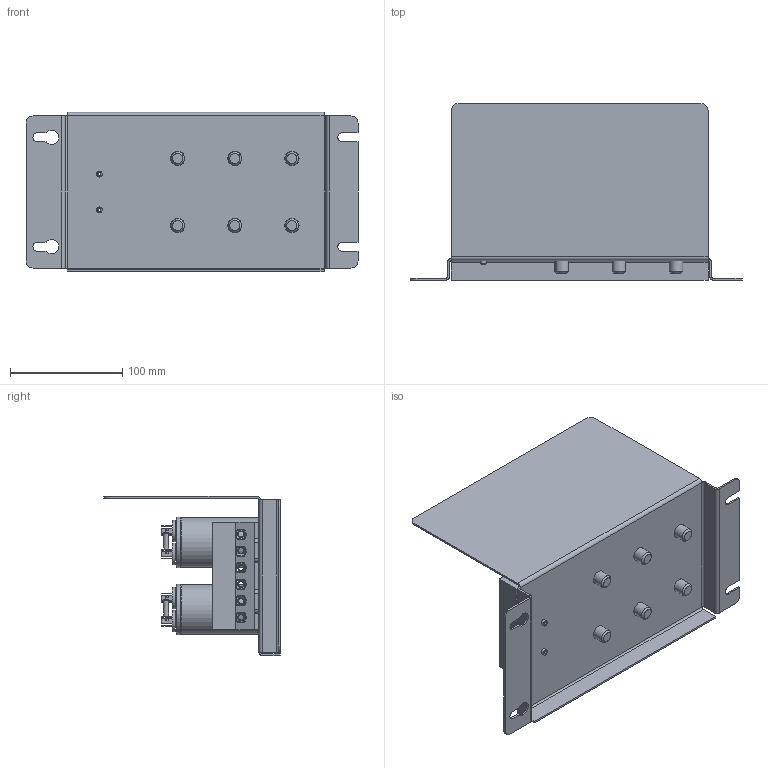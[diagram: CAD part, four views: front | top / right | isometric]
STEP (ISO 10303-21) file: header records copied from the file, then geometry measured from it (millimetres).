
FILE_DESCRIPTION(/* description */ (''),/* implementation_level */ '2;1');
FILE_NAME(/* name */ 'KPCUL00.5C62.stp',/* time_stamp */ '2020-03-27T14:47:04-05:00',/* author */ ('jnelson'),/* organization */ (''),/* preprocessor_version */ 'ST-DEVELOPER v17',/* originating_system */ 'Autodesk Inventor 2019',/* authorisation */ '');
FILE_SCHEMA (('AUTOMOTIVE_DESIGN { 1 0 10303 214 3 1 1 }'));
Length unit declared in the file: inch
Products named in the file (5): 107159; 30810; 29340; 19324; 23837
Assembly tree (9 placements, depth 2):
  107159
    30810
    29340  x6
    19324
    23837
Bounding box: 295.38 x 157.14 x 141.83 mm (x, y, z)
Volume: 879715.2 mm3; surface area: 312215.2 mm2
Topology: 25 solids, 25 shells, 1238 faces, 3139 edges, 2065 vertices
Faces by surface type: plane 861, cylinder 320, torus 39, bspline 12, cone 6
Full cylindrical faces by diameter (mm): 0.762 x24, 1.211 x6, 1.22 x12, 1.861 x12, 2.642 x26, 2.794 x3, 3.962 x5, 4.47 x6, 4.898 x5, 5.08 x14, 5.083 x1, 6.124 x5, 6.35 x3, 6.375 x12, 6.379 x1, 7.341 x5, 9.652 x12, 11.989 x6, 12.7 x6, 15.771 x6, 15.827 x6, 19.05 x12, 44.45 x12, 45.212 x6
Entity records: 21800 total; most frequent: CARTESIAN_POINT 3757, DIRECTION 3710, ORIENTED_EDGE 3578, EDGE_CURVE 1789, LINE 1284, VECTOR 1284, AXIS2_PLACEMENT_3D 1213, VERTEX_POINT 1170
